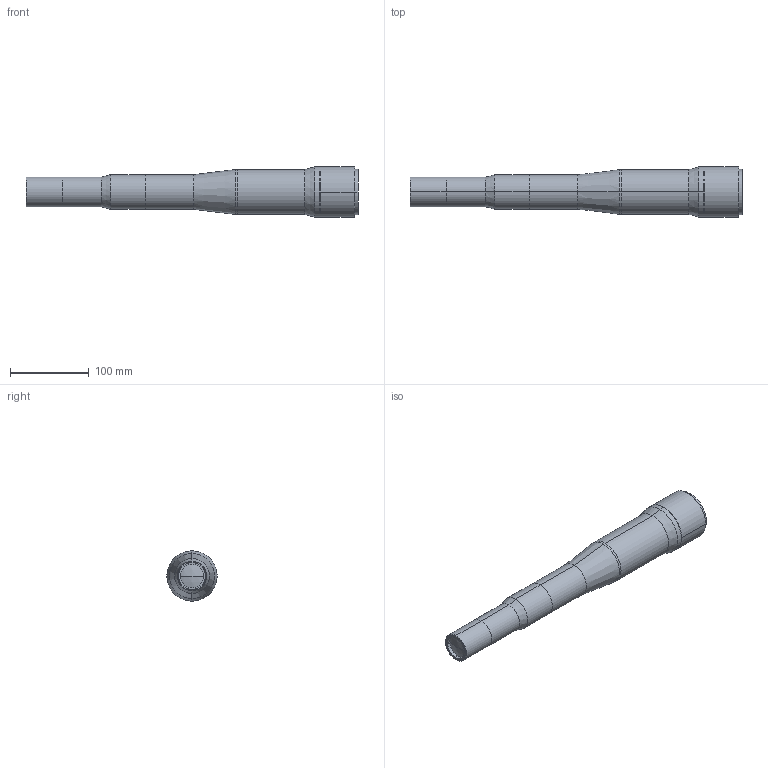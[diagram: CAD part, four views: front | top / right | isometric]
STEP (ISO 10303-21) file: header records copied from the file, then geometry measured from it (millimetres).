
FILE_DESCRIPTION (( 'STEP AP203' ), '1' );
FILE_NAME ('TC16M012-Q.STEP', '2014-06-27T12:41:09', ( 'user' ), ( '' ), 'SwSTEP 2.0', 'SolidWorks 2013', '' );
FILE_SCHEMA (( 'CONFIG_CONTROL_DESIGN' ));
Length unit declared in the file: millimetre
Products named in the file (1): TC16M012-Q
Bounding box: 422.75 x 64 x 64 mm (x, y, z)
Surface area: 78845 mm2 (no closed solid volume)
Topology: 0 solids, 7 shells, 54 faces, 128 edges, 85 vertices
Faces by surface type: cylinder 24, plane 18, cone 10, sphere 2
Entity records: 1655 total; most frequent: DIRECTION 316, CARTESIAN_POINT 268, ORIENTED_EDGE 224, AXIS2_PLACEMENT_3D 133, EDGE_CURVE 128, VERTEX_POINT 85, CIRCLE 78, EDGE_LOOP 64
